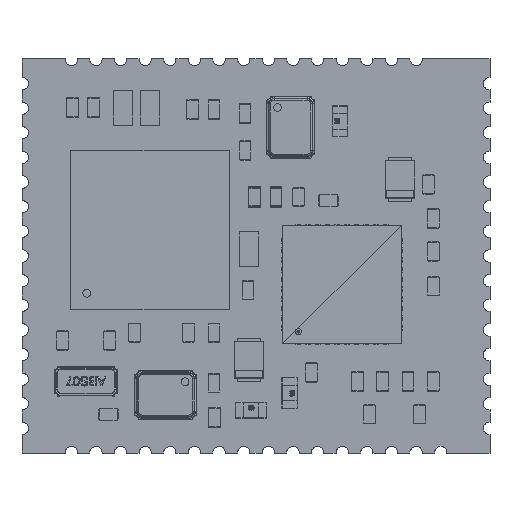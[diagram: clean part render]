
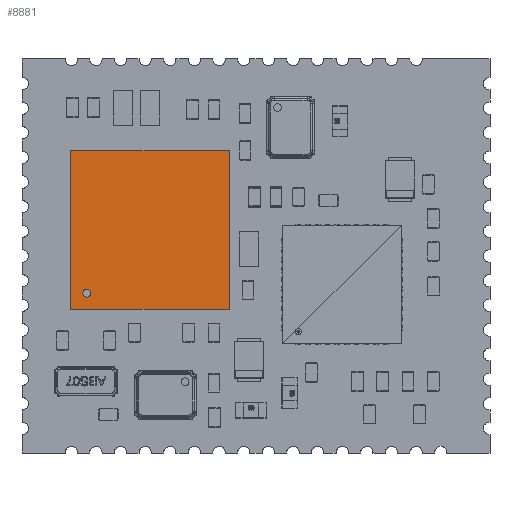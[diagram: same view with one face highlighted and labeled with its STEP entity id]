
A CAD part, top view. The second image highlights one B-rep face of the part: STEP entity #8881.
In plain terms, the highlighted planar face has unit normal (0, 0, 1).
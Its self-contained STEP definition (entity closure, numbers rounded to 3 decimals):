
#8881 = ADVANCED_FACE('',(#8882),#8916,.F.);
#8882 = FACE_BOUND('',#8883,.T.);
#8883 = EDGE_LOOP('',(#8884,#8894,#8902,#8910));
#8884 = ORIENTED_EDGE('',*,*,#8885,.F.);
#8885 = EDGE_CURVE('',#8886,#8888,#8890,.T.);
#8886 = VERTEX_POINT('',#8887);
#8887 = CARTESIAN_POINT('',(4.077,-4.077,1.092));
#8888 = VERTEX_POINT('',#8889);
#8889 = CARTESIAN_POINT('',(-4.077,-4.077,1.092));
#8890 = LINE('',#8891,#8892);
#8891 = CARTESIAN_POINT('',(4.077,-4.077,1.092));
#8892 = VECTOR('',#8893,1.);
#8893 = DIRECTION('',(-1.,0.,0.));
#8894 = ORIENTED_EDGE('',*,*,#8895,.F.);
#8895 = EDGE_CURVE('',#8896,#8886,#8898,.T.);
#8896 = VERTEX_POINT('',#8897);
#8897 = CARTESIAN_POINT('',(4.077,4.077,1.092));
#8898 = LINE('',#8899,#8900);
#8899 = CARTESIAN_POINT('',(4.077,4.077,1.092));
#8900 = VECTOR('',#8901,1.);
#8901 = DIRECTION('',(0.,-1.,0.));
#8902 = ORIENTED_EDGE('',*,*,#8903,.F.);
#8903 = EDGE_CURVE('',#8904,#8896,#8906,.T.);
#8904 = VERTEX_POINT('',#8905);
#8905 = CARTESIAN_POINT('',(-4.077,4.077,1.092));
#8906 = LINE('',#8907,#8908);
#8907 = CARTESIAN_POINT('',(-4.077,4.077,1.092));
#8908 = VECTOR('',#8909,1.);
#8909 = DIRECTION('',(1.,0.,0.));
#8910 = ORIENTED_EDGE('',*,*,#8911,.F.);
#8911 = EDGE_CURVE('',#8888,#8904,#8912,.T.);
#8912 = LINE('',#8913,#8914);
#8913 = CARTESIAN_POINT('',(-4.077,-4.077,1.092));
#8914 = VECTOR('',#8915,1.);
#8915 = DIRECTION('',(0.,1.,0.));
#8916 = PLANE('',#8917);
#8917 = AXIS2_PLACEMENT_3D('',#8918,#8919,#8920);
#8918 = CARTESIAN_POINT('',(-4.077,-4.077,1.092));
#8919 = DIRECTION('',(0.,0.,-1.));
#8920 = DIRECTION('',(0.,1.,0.));
